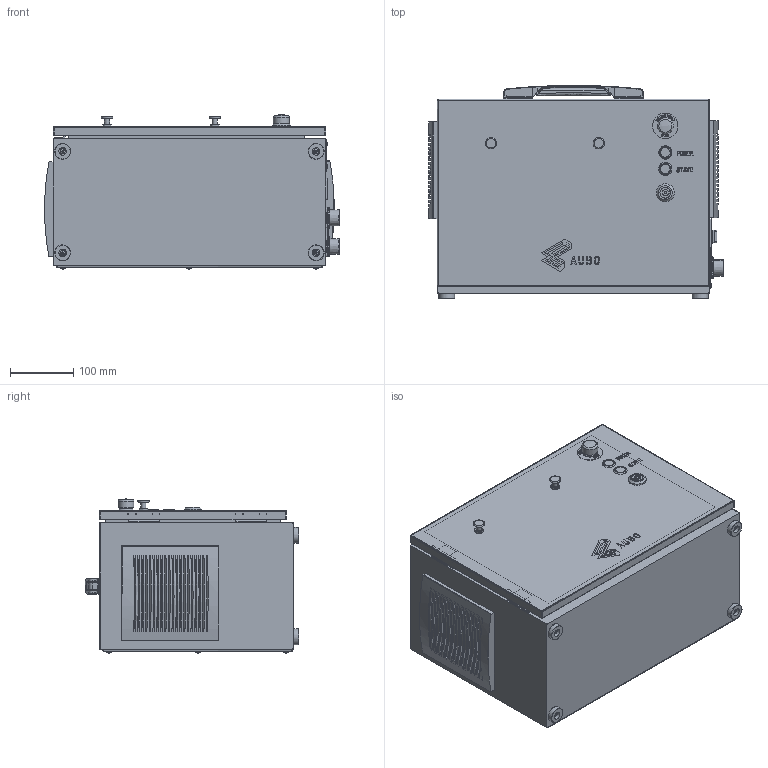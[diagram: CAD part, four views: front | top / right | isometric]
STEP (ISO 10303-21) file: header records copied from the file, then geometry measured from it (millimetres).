
FILE_DESCRIPTION (( 'STEP AP214' ), '1' );
FILE_NAME ('教育版控制柜-外发模型.STEP', '2023-04-03T09:46:04', ( '个人用户' ), ( '微软中国' ), 'SwSTEP 2.0', 'SolidWorks 2018', '' );
FILE_SCHEMA (( 'AUTOMOTIVE_DESIGN' ));
Length unit declared in the file: millimetre
Products named in the file (1): 教育版控制柜-外发模型
Bounding box: 465.2 x 336.18 x 242.98 mm (x, y, z)
Volume: 29232926.7 mm3; surface area: 835456.3 mm2
Topology: 1 solids, 3 shells, 3156 faces, 8097 edges, 5176 vertices
Faces by surface type: plane 1810, cylinder 676, bspline 426, torus 179, sphere 39, cone 26
Full cylindrical faces by diameter (mm): 3.4 x2, 3.8 x1, 4 x2, 4.5 x4, 5.2 x12, 5.6 x12, 8 x14, 8.4 x2, 12 x4, 15 x2, 16 x1, 16.9 x1, 17 x1, 20 x1, 21 x2, 22 x1, 25 x5, 28 x1, 40 x1
Entity records: 149413 total; most frequent: CARTESIAN_POINT 42282, ORIENTED_EDGE 15872, DIRECTION 13361, EDGE_CURVE 7936, VERTEX_POINT 5143, LINE 5105, VECTOR 5105, AXIS2_PLACEMENT_3D 4128
